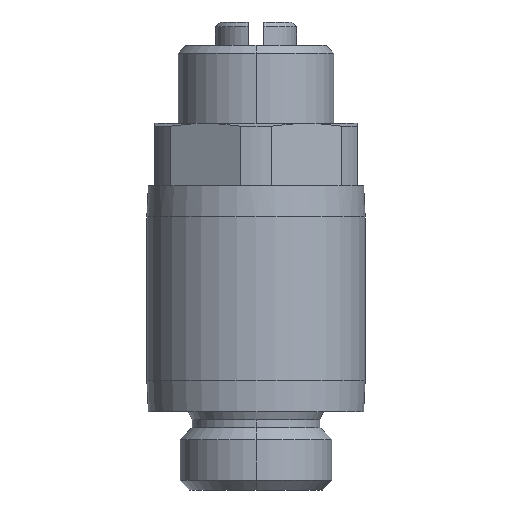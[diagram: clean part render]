
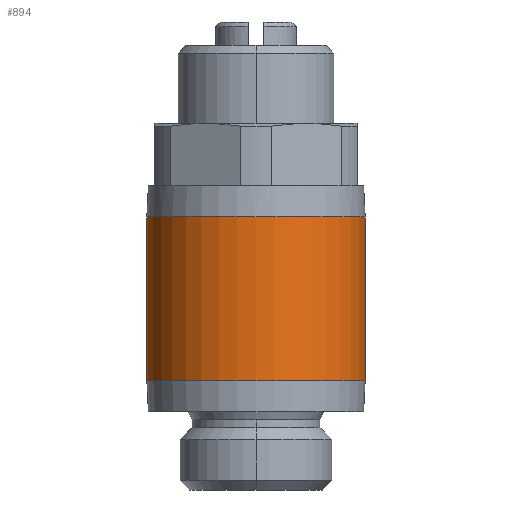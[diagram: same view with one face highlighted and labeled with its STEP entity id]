
A CAD part, left-side view. The second image highlights one B-rep face of the part: STEP entity #894.
In plain terms, the highlighted cylindrical face has radius 7 mm (diameter 14 mm), a partial arc.
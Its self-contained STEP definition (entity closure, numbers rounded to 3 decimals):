
#635 = DIRECTION ( 'NONE',  ( 0., 0., -1. ) ) ;
#894 = ADVANCED_FACE ( 'NONE', ( #15401 ), #10494, .T. ) ;
#2449 = DIRECTION ( 'NONE',  ( 0., 0., 1. ) ) ;
#2764 = CIRCLE ( 'NONE', #8170, 7. ) ;
#3294 = VERTEX_POINT ( 'NONE', #5052 ) ;
#3518 = CARTESIAN_POINT ( 'NONE',  ( -1.1, -7., 0. ) ) ;
#3649 = CARTESIAN_POINT ( 'NONE',  ( -1.1, 7., 5.25 ) ) ;
#4001 = EDGE_CURVE ( 'NONE', #12914, #7238, #5182, .T. ) ;
#4456 = CARTESIAN_POINT ( 'NONE',  ( -1.1, 7., -5.25 ) ) ;
#4807 = CARTESIAN_POINT ( 'NONE',  ( -1.1, 7., 0. ) ) ;
#4924 = EDGE_CURVE ( 'NONE', #6317, #12914, #8411, .T. ) ;
#5052 = CARTESIAN_POINT ( 'NONE',  ( -1.1, -7., 5.25 ) ) ;
#5182 = LINE ( 'NONE', #4807, #11498 ) ;
#5382 = ORIENTED_EDGE ( 'NONE', *, *, #14606, .F. ) ;
#5507 = AXIS2_PLACEMENT_3D ( 'NONE', #13639, #2449, #8684 ) ;
#6002 = DIRECTION ( 'NONE',  ( 0., -1., 0. ) ) ;
#6317 = VERTEX_POINT ( 'NONE', #9255 ) ;
#6608 = VECTOR ( 'NONE', #12140, 1000. ) ;
#7238 = VERTEX_POINT ( 'NONE', #3649 ) ;
#7362 = DIRECTION ( 'NONE',  ( 0., 0., 1. ) ) ;
#7727 = EDGE_CURVE ( 'NONE', #7238, #3294, #2764, .T. ) ;
#8170 = AXIS2_PLACEMENT_3D ( 'NONE', #13039, #635, #14270 ) ;
#8344 = EDGE_LOOP ( 'NONE', ( #8510, #14205, #9393, #5382 ) ) ;
#8411 = CIRCLE ( 'NONE', #9849, 7. ) ;
#8510 = ORIENTED_EDGE ( 'NONE', *, *, #4924, .T. ) ;
#8684 = DIRECTION ( 'NONE',  ( 0., -1., 0. ) ) ;
#9255 = CARTESIAN_POINT ( 'NONE',  ( -1.1, -7., -5.25 ) ) ;
#9393 = ORIENTED_EDGE ( 'NONE', *, *, #7727, .T. ) ;
#9849 = AXIS2_PLACEMENT_3D ( 'NONE', #10833, #13410, #6002 ) ;
#10494 = CYLINDRICAL_SURFACE ( 'NONE', #5507, 7. ) ;
#10833 = CARTESIAN_POINT ( 'NONE',  ( -1.1, 0., -5.25 ) ) ;
#11498 = VECTOR ( 'NONE', #7362, 1000. ) ;
#12140 = DIRECTION ( 'NONE',  ( 0., 0., 1. ) ) ;
#12914 = VERTEX_POINT ( 'NONE', #4456 ) ;
#13039 = CARTESIAN_POINT ( 'NONE',  ( -1.1, 0., 5.25 ) ) ;
#13188 = LINE ( 'NONE', #3518, #6608 ) ;
#13410 = DIRECTION ( 'NONE',  ( 0., 0., 1. ) ) ;
#13639 = CARTESIAN_POINT ( 'NONE',  ( -1.1, 0., 0. ) ) ;
#14205 = ORIENTED_EDGE ( 'NONE', *, *, #4001, .T. ) ;
#14270 = DIRECTION ( 'NONE',  ( 0., -1., 0. ) ) ;
#14606 = EDGE_CURVE ( 'NONE', #6317, #3294, #13188, .T. ) ;
#15401 = FACE_OUTER_BOUND ( 'NONE', #8344, .T. ) ;
